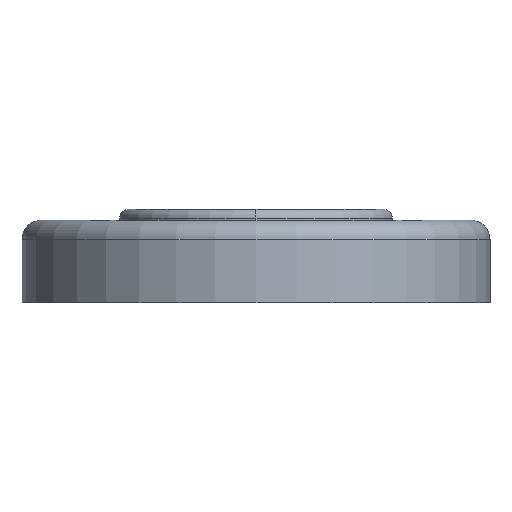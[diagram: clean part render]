
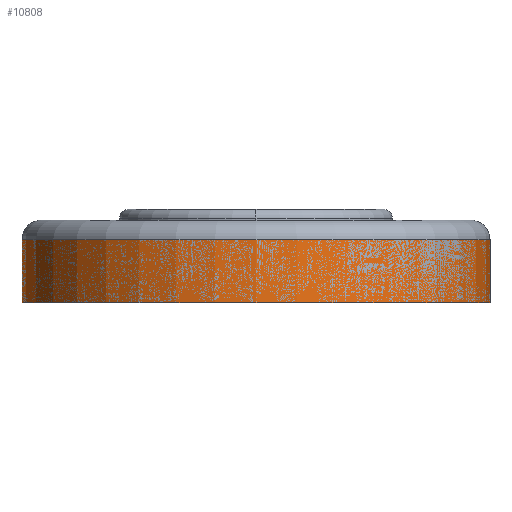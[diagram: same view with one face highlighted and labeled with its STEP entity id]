
A CAD part, left-side view. The second image highlights one B-rep face of the part: STEP entity #10808.
In plain terms, the highlighted cylindrical face has radius 38.1 mm (diameter 76.2 mm), a partial arc.
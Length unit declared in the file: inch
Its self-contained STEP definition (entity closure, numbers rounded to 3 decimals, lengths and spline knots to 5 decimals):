
#10601=CARTESIAN_POINT('',(0.,0.,0.125));
#10602=DIRECTION('',(0.,0.,1.));
#10603=DIRECTION('',(1.,0.,0.));
#10604=AXIS2_PLACEMENT_3D('',#10601,#10602,#10603);
#10621=DIRECTION('',(0.,0.,1.));
#10622=VECTOR('',#10621,0.405);
#10623=CARTESIAN_POINT('',(-1.5,0.,0.125));
#10624=LINE('',#10623,#10622);
#10625=DIRECTION('',(0.,0.,1.));
#10626=VECTOR('',#10625,0.405);
#10627=CARTESIAN_POINT('',(1.5,0.,0.125));
#10628=LINE('',#10627,#10626);
#10634=CARTESIAN_POINT('',(0.,0.,0.53));
#10635=DIRECTION('',(0.,0.,-1.));
#10636=DIRECTION('',(-1.,0.,0.));
#10637=AXIS2_PLACEMENT_3D('',#10634,#10635,#10636);
#10753=CARTESIAN_POINT('',(-1.5,0.,0.53));
#10754=CARTESIAN_POINT('',(1.5,0.,0.53));
#10755=VERTEX_POINT('',#10753);
#10756=VERTEX_POINT('',#10754);
#10777=CARTESIAN_POINT('',(-1.5,0.,0.125));
#10778=CARTESIAN_POINT('',(1.5,0.,0.125));
#10779=VERTEX_POINT('',#10777);
#10780=VERTEX_POINT('',#10778);
#10793=CARTESIAN_POINT('',(0.,0.,0.5565));
#10794=DIRECTION('',(0.,0.,-1.));
#10795=DIRECTION('',(1.,0.,0.));
#10796=AXIS2_PLACEMENT_3D('',#10793,#10794,#10795);
#10797=CYLINDRICAL_SURFACE('',#10796,1.5);
#10799=ORIENTED_EDGE('',*,*,#10798,.F.);
#10801=ORIENTED_EDGE('',*,*,#10800,.T.);
#10803=ORIENTED_EDGE('',*,*,#10802,.F.);
#10805=ORIENTED_EDGE('',*,*,#10804,.F.);
#10806=EDGE_LOOP('',(#10799,#10801,#10803,#10805));
#10807=FACE_OUTER_BOUND('',#10806,.F.);
#10808=ADVANCED_FACE('',(#10807),#10797,.T.);
#10605=CIRCLE('',#10604,1.5);
#10638=CIRCLE('',#10637,1.5);
#10798=EDGE_CURVE('',#10780,#10779,#10605,.T.);
#10800=EDGE_CURVE('',#10780,#10756,#10628,.T.);
#10802=EDGE_CURVE('',#10755,#10756,#10638,.T.);
#10804=EDGE_CURVE('',#10779,#10755,#10624,.T.);
